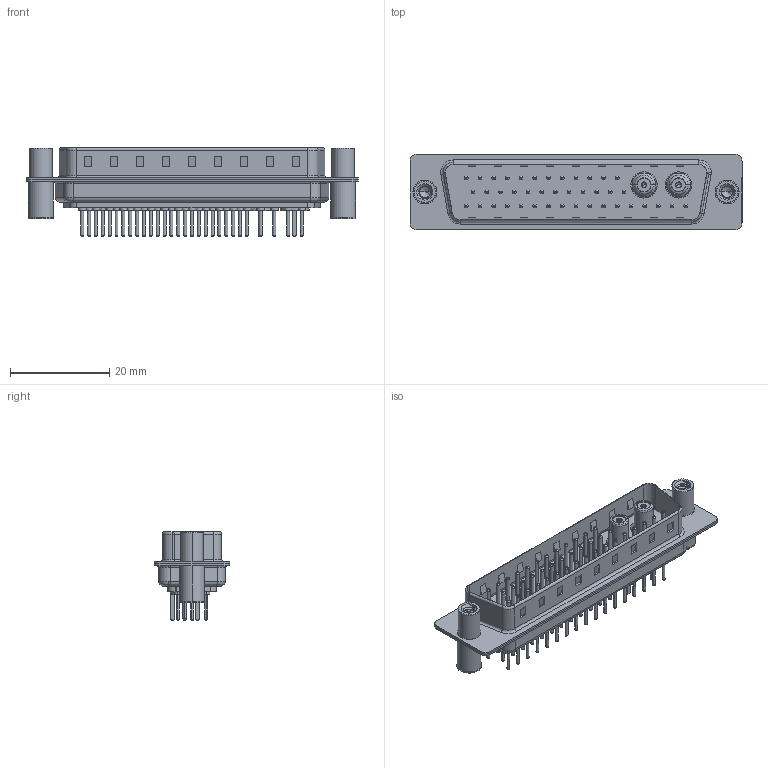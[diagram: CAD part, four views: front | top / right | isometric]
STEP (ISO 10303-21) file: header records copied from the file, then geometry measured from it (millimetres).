
FILE_DESCRIPTION (( 'STEP AP203' ), '1' );
FILE_NAME ('627-43W2224-7N4.STEP', '2019-06-20T01:12:15', ( '' ), ( '' ), 'SwSTEP 2.0', 'SolidWorks 2016', '' );
FILE_SCHEMA (( 'CONFIG_CONTROL_DESIGN' ));
Length unit declared in the file: millimetre
Products named in the file (14): 627Combo Contact Row 3_24; Co-Ax Jack_Straight PC Tail; 627-43W2224-7N4; Insulator Socket; Insulator Socket 2; Locking Collar; Socket_Str; 627Combo Housing_43W2; Co-Ax Jack Assy_St; 627Combo Shell Rear_50 Contacts; 627Combo Contact Row 1_24; 627Combo Shell Front_50 Contacts; 627Combo Contact Row 2_24; 627Combo Threaded Standoff and Board Spacer_4
Assembly tree (53 placements, depth 3):
  627-43W2224-7N4
    627Combo Housing_43W2
    627Combo Shell Rear_50 Contacts
    627Combo Shell Front_50 Contacts
    627Combo Threaded Standoff and Board Spacer_4  x2
    Co-Ax Jack Assy_St  x2
      Co-Ax Jack_Straight PC Tail
      Insulator Socket
      Insulator Socket 2
      Locking Collar
      Socket_Str
    627Combo Contact Row 1_24  x12
    627Combo Contact Row 2_24  x12
    627Combo Contact Row 3_24  x17
Bounding box: 67 x 15.3 x 17.9 mm (x, y, z)
Volume: 4856.6 mm3; surface area: 12074.5 mm2
Topology: 56 solids, 56 shells, 2237 faces, 4815 edges, 2920 vertices
Faces by surface type: cylinder 861, torus 718, plane 590, cone 48, bspline 16, sphere 4
Entity records: 32707 total; most frequent: CARTESIAN_POINT 7072, DIRECTION 5217, ORIENTED_EDGE 4492, EDGE_CURVE 2246, AXIS2_PLACEMENT_3D 2081, VERTEX_POINT 1435, EDGE_LOOP 1211, CIRCLE 1079
